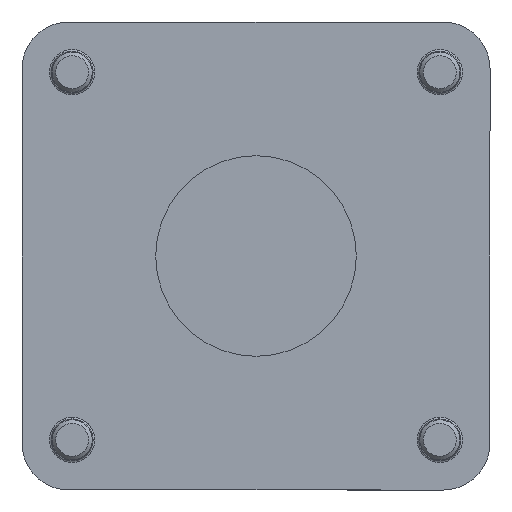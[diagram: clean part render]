
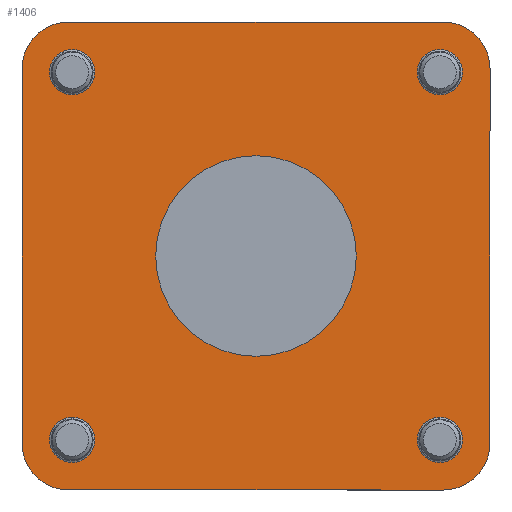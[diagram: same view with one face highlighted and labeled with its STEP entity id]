
A CAD part, front view. The second image highlights one B-rep face of the part: STEP entity #1406.
In plain terms, the highlighted face is planar.
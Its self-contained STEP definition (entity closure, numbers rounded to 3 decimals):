
#263=VECTOR('',#1716,1.);
#267=VECTOR('',#1721,1.);
#272=VECTOR('',#1731,1.);
#280=VECTOR('',#1762,1.);
#371=LINE('',#2099,#263);
#375=LINE('',#2106,#267);
#380=LINE('',#2117,#272);
#388=LINE('',#2149,#280);
#475=VERTEX_POINT('',#2032);
#476=VERTEX_POINT('',#2034);
#495=VERTEX_POINT('',#2084);
#496=VERTEX_POINT('',#2086);
#497=VERTEX_POINT('',#2090);
#498=VERTEX_POINT('',#2092);
#503=VERTEX_POINT('',#2107);
#505=VERTEX_POINT('',#2114);
#506=VERTEX_POINT('',#2118);
#507=VERTEX_POINT('',#2123);
#508=VERTEX_POINT('',#2127);
#509=VERTEX_POINT('',#2129);
#510=VERTEX_POINT('',#2132);
#511=VERTEX_POINT('',#2134);
#512=VERTEX_POINT('',#2137);
#513=VERTEX_POINT('',#2139);
#515=VERTEX_POINT('',#2143);
#517=VERTEX_POINT('',#2147);
#578=CIRCLE('',#1471,30.);
#588=CIRCLE('',#1491,14.);
#589=CIRCLE('',#1493,14.);
#590=CIRCLE('',#1497,14.);
#591=CIRCLE('',#1500,14.);
#592=CIRCLE('',#1502,6.75);
#593=CIRCLE('',#1504,6.75);
#594=CIRCLE('',#1506,6.75);
#596=CIRCLE('',#1509,6.75);
#673=EDGE_CURVE('',#476,#475,#578,.T.);
#674=EDGE_CURVE('',#475,#476,#578,.T.);
#700=EDGE_CURVE('',#495,#496,#588,.T.);
#703=EDGE_CURVE('',#497,#498,#589,.T.);
#707=EDGE_CURVE('',#496,#497,#371,.T.);
#711=EDGE_CURVE('',#498,#503,#375,.T.);
#715=EDGE_CURVE('',#503,#505,#590,.T.);
#717=EDGE_CURVE('',#505,#506,#380,.T.);
#720=EDGE_CURVE('',#506,#507,#591,.T.);
#723=EDGE_CURVE('',#509,#508,#592,.T.);
#724=EDGE_CURVE('',#508,#509,#592,.T.);
#726=EDGE_CURVE('',#511,#510,#593,.T.);
#727=EDGE_CURVE('',#510,#511,#593,.T.);
#729=EDGE_CURVE('',#513,#512,#594,.T.);
#730=EDGE_CURVE('',#512,#513,#594,.T.);
#734=EDGE_CURVE('',#517,#515,#596,.T.);
#735=EDGE_CURVE('',#515,#517,#596,.T.);
#736=EDGE_CURVE('',#507,#495,#388,.T.);
#979=ORIENTED_EDGE('',*,*,#673,.T.);
#980=ORIENTED_EDGE('',*,*,#674,.T.);
#981=ORIENTED_EDGE('',*,*,#734,.T.);
#982=ORIENTED_EDGE('',*,*,#735,.T.);
#983=ORIENTED_EDGE('',*,*,#729,.T.);
#984=ORIENTED_EDGE('',*,*,#730,.T.);
#985=ORIENTED_EDGE('',*,*,#726,.T.);
#986=ORIENTED_EDGE('',*,*,#727,.T.);
#987=ORIENTED_EDGE('',*,*,#723,.T.);
#988=ORIENTED_EDGE('',*,*,#724,.T.);
#989=ORIENTED_EDGE('',*,*,#736,.F.);
#990=ORIENTED_EDGE('',*,*,#720,.F.);
#991=ORIENTED_EDGE('',*,*,#717,.F.);
#992=ORIENTED_EDGE('',*,*,#715,.F.);
#993=ORIENTED_EDGE('',*,*,#711,.F.);
#994=ORIENTED_EDGE('',*,*,#703,.F.);
#995=ORIENTED_EDGE('',*,*,#707,.F.);
#996=ORIENTED_EDGE('',*,*,#700,.F.);
#1237=EDGE_LOOP('',(#979,#980));
#1238=EDGE_LOOP('',(#981,#982));
#1239=EDGE_LOOP('',(#983,#984));
#1240=EDGE_LOOP('',(#985,#986));
#1241=EDGE_LOOP('',(#987,#988));
#1242=EDGE_LOOP('',(#989,#990,#991,#992,#993,#994,#995,#996));
#1325=FACE_BOUND('',#1237,.T.);
#1326=FACE_BOUND('',#1238,.T.);
#1327=FACE_BOUND('',#1239,.T.);
#1328=FACE_BOUND('',#1240,.T.);
#1329=FACE_BOUND('',#1241,.T.);
#1330=FACE_BOUND('',#1242,.T.);
#1406=ADVANCED_FACE('',(#1325,#1326,#1327,#1328,#1329,#1330),#2358,.F.);
#1471=AXIS2_PLACEMENT_3D('',#2033,#1660,#1661);
#1491=AXIS2_PLACEMENT_3D('',#2085,#1704,#1705);
#1493=AXIS2_PLACEMENT_3D('',#2091,#1710,#1711);
#1497=AXIS2_PLACEMENT_3D('',#2113,#1727,#1728);
#1500=AXIS2_PLACEMENT_3D('',#2122,#1736,#1737);
#1502=AXIS2_PLACEMENT_3D('',#2128,#1742,#1743);
#1504=AXIS2_PLACEMENT_3D('',#2133,#1747,#1748);
#1506=AXIS2_PLACEMENT_3D('',#2138,#1752,#1753);
#1509=AXIS2_PLACEMENT_3D('',#2146,#1759,#1760);
#1510=AXIS2_PLACEMENT_3D('',#2148,#1761,$);
#1660=DIRECTION('',(1.,0.,0.));
#1661=DIRECTION('',(0.,0.,-30.));
#1704=DIRECTION('',(1.,0.,0.));
#1705=DIRECTION('',(0.,0.,-14.));
#1710=DIRECTION('',(1.,0.,0.));
#1711=DIRECTION('',(0.,0.,-14.));
#1716=DIRECTION('',(0.,0.,-1.));
#1721=DIRECTION('',(0.,1.,0.));
#1727=DIRECTION('',(1.,0.,0.));
#1728=DIRECTION('',(0.,0.,-14.));
#1731=DIRECTION('',(0.,0.,1.));
#1736=DIRECTION('',(1.,0.,0.));
#1737=DIRECTION('',(0.,0.,-14.));
#1742=DIRECTION('',(1.,0.,0.));
#1743=DIRECTION('',(0.,0.,-6.75));
#1747=DIRECTION('',(1.,0.,0.));
#1748=DIRECTION('',(0.,0.,-6.75));
#1752=DIRECTION('',(1.,0.,0.));
#1753=DIRECTION('',(0.,0.,-6.75));
#1759=DIRECTION('',(1.,0.,0.));
#1760=DIRECTION('',(0.,0.,-6.75));
#1761=DIRECTION('',(1.,0.,0.));
#1762=DIRECTION('',(0.,-1.,0.));
#2032=CARTESIAN_POINT('',(0.,0.,30.));
#2033=CARTESIAN_POINT('',(0.,0.,0.));
#2034=CARTESIAN_POINT('',(0.,0.,-30.));
#2084=CARTESIAN_POINT('',(0.,-56.,70.));
#2085=CARTESIAN_POINT('',(0.,-56.,56.));
#2086=CARTESIAN_POINT('',(0.,-70.,56.));
#2090=CARTESIAN_POINT('',(0.,-70.,-56.));
#2091=CARTESIAN_POINT('',(0.,-56.,-56.));
#2092=CARTESIAN_POINT('',(0.,-56.,-70.));
#2099=CARTESIAN_POINT('',(0.,-70.,56.));
#2106=CARTESIAN_POINT('',(0.,-56.,-70.));
#2107=CARTESIAN_POINT('',(0.,56.,-70.));
#2113=CARTESIAN_POINT('',(0.,56.,-56.));
#2114=CARTESIAN_POINT('',(0.,70.,-56.));
#2117=CARTESIAN_POINT('',(0.,70.,-56.));
#2118=CARTESIAN_POINT('',(0.,70.,56.));
#2122=CARTESIAN_POINT('',(0.,56.,56.));
#2123=CARTESIAN_POINT('',(0.,56.,70.));
#2127=CARTESIAN_POINT('',(0.,55.,-48.25));
#2128=CARTESIAN_POINT('',(0.,55.,-55.));
#2129=CARTESIAN_POINT('',(0.,55.,-61.75));
#2132=CARTESIAN_POINT('',(0.,-55.,-48.25));
#2133=CARTESIAN_POINT('',(0.,-55.,-55.));
#2134=CARTESIAN_POINT('',(0.,-55.,-61.75));
#2137=CARTESIAN_POINT('',(0.,55.,61.75));
#2138=CARTESIAN_POINT('',(0.,55.,55.));
#2139=CARTESIAN_POINT('',(0.,55.,48.25));
#2143=CARTESIAN_POINT('',(0.,-55.,61.75));
#2146=CARTESIAN_POINT('',(0.,-55.,55.));
#2147=CARTESIAN_POINT('',(0.,-55.,48.25));
#2148=CARTESIAN_POINT('',(0.,-56.,56.));
#2149=CARTESIAN_POINT('',(0.,56.,70.));
#2358=PLANE('',#1510);
